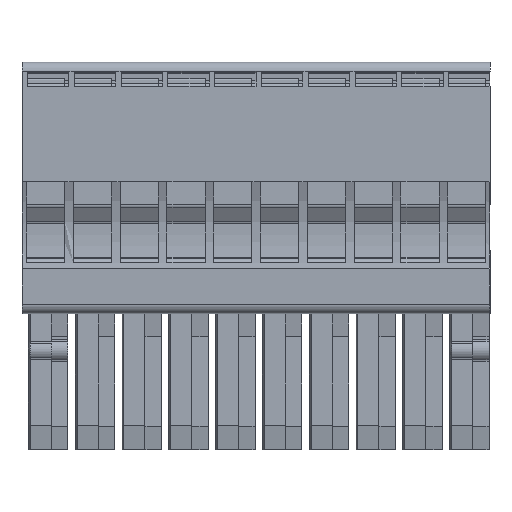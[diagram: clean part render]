
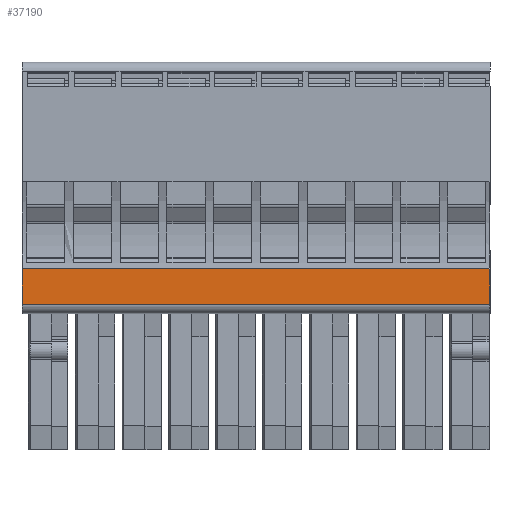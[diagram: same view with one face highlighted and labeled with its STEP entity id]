
A CAD part, front view. The second image highlights one B-rep face of the part: STEP entity #37190.
In plain terms, the highlighted planar face has unit normal (0, -1, 0).
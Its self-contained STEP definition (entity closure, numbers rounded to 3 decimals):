
#37182=AXIS2_PLACEMENT_3D('Plane Axis2P3D',#37179,#37180,#37181) ;
#9568=CARTESIAN_POINT('Vertex',(0.,0.8,15.85)) ;
#9571=CARTESIAN_POINT('Line Origine',(0.,0.8,17.8)) ;
#9575=CARTESIAN_POINT('Vertex',(0.,0.8,19.75)) ;
#10207=CARTESIAN_POINT('Vertex',(51.,0.8,19.75)) ;
#10210=CARTESIAN_POINT('Line Origine',(51.,0.8,17.8)) ;
#10214=CARTESIAN_POINT('Vertex',(51.,0.8,15.85)) ;
#11508=CARTESIAN_POINT('Line Origine',(43.35,0.8,19.75)) ;
#37166=CARTESIAN_POINT('Line Origine',(43.125,0.8,15.85)) ;
#37179=CARTESIAN_POINT('Axis2P3D Location',(43.6,0.8,14.85)) ;
#9572=DIRECTION('Vector Direction',(0.,0.,1.)) ;
#10211=DIRECTION('Vector Direction',(0.,0.,-1.)) ;
#11509=DIRECTION('Vector Direction',(-1.,0.,0.)) ;
#37167=DIRECTION('Vector Direction',(1.,0.,0.)) ;
#37180=DIRECTION('Axis2P3D Direction',(0.,1.,0.)) ;
#37181=DIRECTION('Axis2P3D XDirection',(0.,0.,1.)) ;
#9573=VECTOR('Line Direction',#9572,1.) ;
#10212=VECTOR('Line Direction',#10211,1.) ;
#11510=VECTOR('Line Direction',#11509,1.) ;
#37168=VECTOR('Line Direction',#37167,1.) ;
#37185=ORIENTED_EDGE('',*,*,#37170,.F.) ;
#37186=ORIENTED_EDGE('',*,*,#10216,.T.) ;
#37187=ORIENTED_EDGE('',*,*,#11512,.T.) ;
#37188=ORIENTED_EDGE('',*,*,#9577,.T.) ;
#37190=ADVANCED_FACE('Brep With Voids',(#37189),#37183,.F.) ;
#9577=EDGE_CURVE('',#9576,#9569,#9574,.F.) ;
#10216=EDGE_CURVE('',#10215,#10208,#10213,.F.) ;
#11512=EDGE_CURVE('',#10208,#9576,#11511,.T.) ;
#37170=EDGE_CURVE('',#10215,#9569,#37169,.F.) ;
#37184=EDGE_LOOP('',(#37185,#37186,#37187,#37188)) ;
#37189=FACE_OUTER_BOUND('',#37184,.T.) ;
#9574=LINE('Line',#9571,#9573) ;
#10213=LINE('Line',#10210,#10212) ;
#11511=LINE('Line',#11508,#11510) ;
#37169=LINE('Line',#37166,#37168) ;
#37183=PLANE('',#37182) ;
#9569=VERTEX_POINT('',#9568) ;
#9576=VERTEX_POINT('',#9575) ;
#10208=VERTEX_POINT('',#10207) ;
#10215=VERTEX_POINT('',#10214) ;
